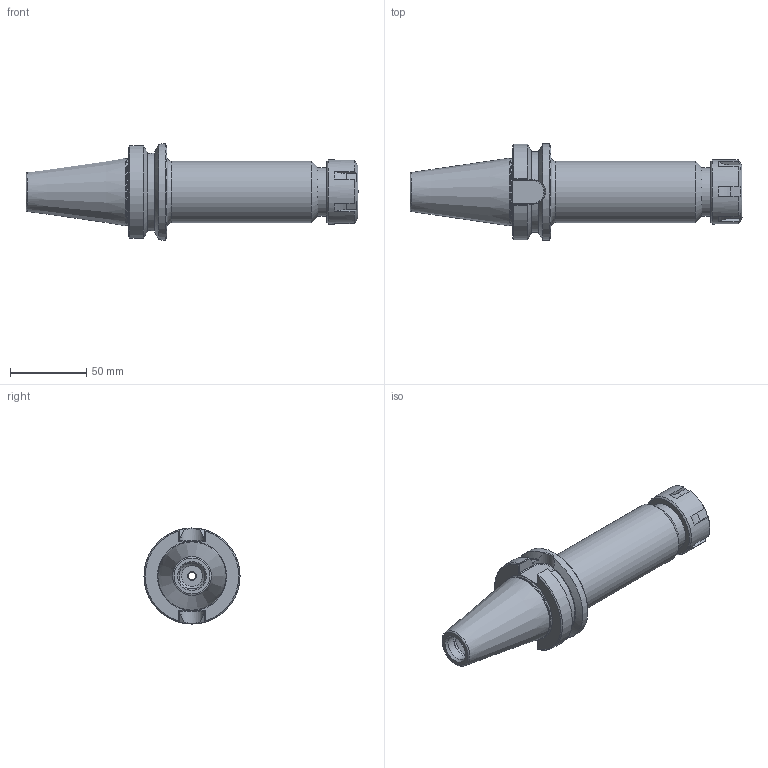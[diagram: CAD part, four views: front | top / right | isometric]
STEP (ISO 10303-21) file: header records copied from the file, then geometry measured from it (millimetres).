
FILE_DESCRIPTION((''),'2;1');
FILE_NAME('B40-25ERF600.stp','2014-06-02T15:42:12',('anddod'),(''),'Autodesk Inventor 2012','Autodesk Inventor 2012','');
FILE_SCHEMA(('AUTOMOTIVE_DESIGN { 1 0 10303 214 1 1 1 1 }'));
Length unit declared in the file: inch
Products named in the file (4): B40-25ERF600; B40-25ER6-1; 25ERN; BS-11
Assembly tree (3 placements, depth 2):
  B40-25ERF600
    B40-25ER6-1
    25ERN
    BS-11
Bounding box: 217.81 x 62.99 x 62.99 mm (x, y, z)
Volume: 248019.1 mm3; surface area: 49552.9 mm2
Topology: 3 solids, 3 shells, 145 faces, 371 edges, 237 vertices
Faces by surface type: plane 60, cylinder 43, cone 29, torus 11, bspline 2
Full cylindrical faces by diameter (mm): 7.112 x1, 13.843 x1, 15.113 x2, 15.748 x1, 17.013 x1, 17.297 x1, 17.623 x1, 18.034 x1, 20.18 x1, 26.86 x1, 30.5 x1, 32 x1, 32.88 x1, 40.513 x1, 42 x1, 43.942 x1, 62.992 x1
Entity records: 4472 total; most frequent: CARTESIAN_POINT 1086, DIRECTION 650, ORIENTED_EDGE 638, EDGE_CURVE 319, AXIS2_PLACEMENT_3D 269, VERTEX_POINT 229, EDGE_LOOP 200, FACE_OUTER_BOUND 145
